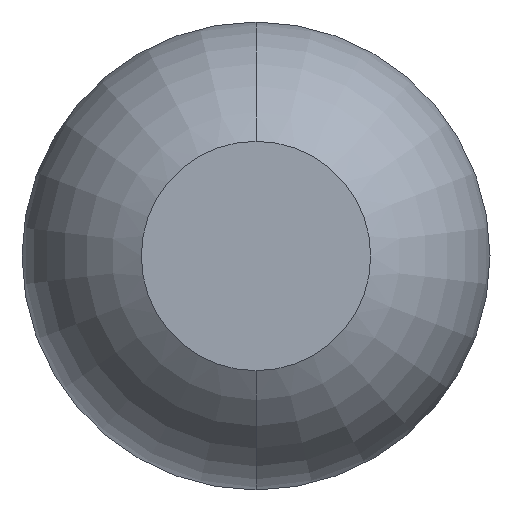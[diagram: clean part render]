
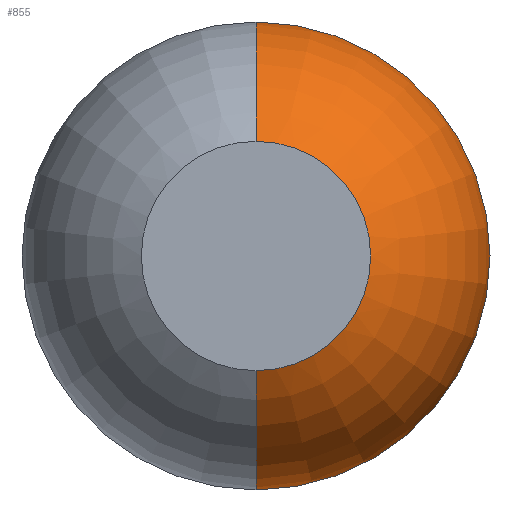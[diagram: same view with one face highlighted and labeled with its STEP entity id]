
A CAD part, front view. The second image highlights one B-rep face of the part: STEP entity #855.
In plain terms, the highlighted toroidal (fillet/blend) face has major radius 0.01 mm and minor radius 0.5 mm.
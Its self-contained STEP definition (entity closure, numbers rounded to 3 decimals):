
#190 = ORIENTED_EDGE ( 'NONE', *, *, #1621, .T. ) ;
#319 = DIRECTION ( 'NONE',  ( 0., 1., 0. ) ) ;
#386 = CARTESIAN_POINT ( 'NONE',  ( 0., -30.4, 0.25 ) ) ;
#510 = DIRECTION ( 'NONE',  ( 0., 0., -1. ) ) ;
#684 = CIRCLE ( 'NONE', #700, 0.51 ) ;
#700 = AXIS2_PLACEMENT_3D ( 'NONE', #3683, #3091, #2495 ) ;
#722 = AXIS2_PLACEMENT_3D ( 'NONE', #1183, #1750, #1779 ) ;
#790 = ORIENTED_EDGE ( 'NONE', *, *, #2279, .F. ) ;
#820 = EDGE_CURVE ( 'Defeature ausgef�hrt1_18+Defeature ausgef�hrt1_5+Defeature ausgef�hrt1_5+Defeature ausgef�hrt1_5', #1138, #3424, #1809, .T. ) ;
#855 = ADVANCED_FACE ( 'Defeature ausgef�hrt1_5', ( #2614 ), #3836, .T. ) ;
#956 = EDGE_LOOP ( 'NONE', ( #2899, #190, #2407, #790 ) ) ;
#982 = VERTEX_POINT ( 'NONE', #3342 ) ;
#1061 = CARTESIAN_POINT ( 'NONE',  ( 0., -30.4, -0.25 ) ) ;
#1138 = VERTEX_POINT ( 'NONE', #1061 ) ;
#1183 = CARTESIAN_POINT ( 'NONE',  ( 0., -29.961, 0.01 ) ) ;
#1621 = EDGE_CURVE ( 'NONE', #1138, #982, #2326, .T. ) ;
#1643 = AXIS2_PLACEMENT_3D ( 'NONE', #3570, #319, #2636 ) ;
#1730 = DIRECTION ( 'NONE',  ( 0., -1., 0. ) ) ;
#1750 = DIRECTION ( 'NONE',  ( -1., 0., 0. ) ) ;
#1779 = DIRECTION ( 'NONE',  ( 0., 0., 1. ) ) ;
#1809 = CIRCLE ( 'NONE', #2398, 0.25 ) ;
#1943 = DIRECTION ( 'NONE',  ( 1., 0., 0. ) ) ;
#1960 = VERTEX_POINT ( 'NONE', #3269 ) ;
#1989 = CARTESIAN_POINT ( 'NONE',  ( 0., -30.4, 0. ) ) ;
#2279 = EDGE_CURVE ( 'NONE', #3424, #1960, #2373, .T. ) ;
#2326 = CIRCLE ( 'NONE', #3472, 0.5 ) ;
#2373 = CIRCLE ( 'NONE', #722, 0.5 ) ;
#2398 = AXIS2_PLACEMENT_3D ( 'NONE', #1989, #1730, #510 ) ;
#2407 = ORIENTED_EDGE ( 'NONE', *, *, #3815, .F. ) ;
#2495 = DIRECTION ( 'NONE',  ( 0., 0., 1. ) ) ;
#2614 = FACE_OUTER_BOUND ( 'NONE', #956, .T. ) ;
#2636 = DIRECTION ( 'NONE',  ( 0., 0., 1. ) ) ;
#2899 = ORIENTED_EDGE ( 'NONE', *, *, #820, .F. ) ;
#3091 = DIRECTION ( 'NONE',  ( 0., 1., 0. ) ) ;
#3113 = CARTESIAN_POINT ( 'NONE',  ( 0., -29.961, -0.01 ) ) ;
#3269 = CARTESIAN_POINT ( 'NONE',  ( 0., -29.961, 0.51 ) ) ;
#3342 = CARTESIAN_POINT ( 'NONE',  ( 0., -29.961, -0.51 ) ) ;
#3424 = VERTEX_POINT ( 'NONE', #386 ) ;
#3472 = AXIS2_PLACEMENT_3D ( 'NONE', #3113, #1943, #3738 ) ;
#3570 = CARTESIAN_POINT ( 'NONE',  ( 0., -29.961, 0. ) ) ;
#3683 = CARTESIAN_POINT ( 'NONE',  ( 0., -29.961, 0. ) ) ;
#3738 = DIRECTION ( 'NONE',  ( 0., 0., -1. ) ) ;
#3815 = EDGE_CURVE ( 'Defeature ausgef�hrt1_6+Defeature ausgef�hrt1_5+Defeature ausgef�hrt1_5+Defeature ausgef�hrt1_5', #1960, #982, #684, .T. ) ;
#3836 = TOROIDAL_SURFACE ( 'NONE', #1643, 0.01, 0.5 ) ;
